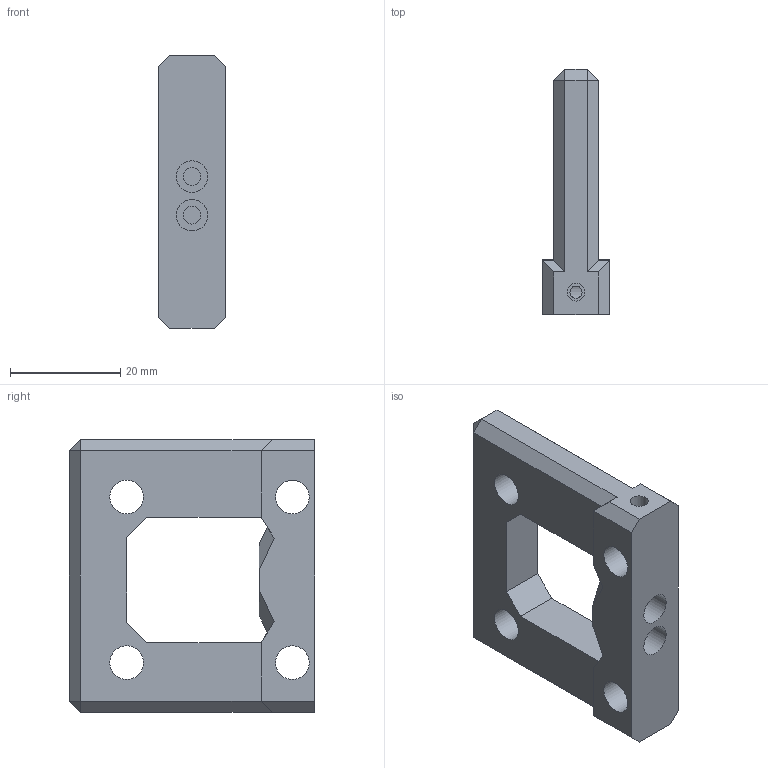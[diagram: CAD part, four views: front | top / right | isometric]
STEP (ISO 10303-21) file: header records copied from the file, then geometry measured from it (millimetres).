
FILE_DESCRIPTION(/* description */ (''),/* implementation_level */ '2;1');
FILE_NAME(/* name */ 'Diode Housing_v5.step',/* time_stamp */ '2024-02-15T15:45:47-05:00',/* author */ (''),/* organization */ (''),/* preprocessor_version */ 'ST-DEVELOPER v20',/* originating_system */ 'Autodesk Translation Framework v12.20.1.177',/* authorisation */ '');
FILE_SCHEMA (('AUTOMOTIVE_DESIGN { 1 0 10303 214 3 1 1 }'));
Length unit declared in the file: millimetre
Products named in the file (1): Diode Housing
Bounding box: 12 x 44.45 x 49.4 mm (x, y, z)
Volume: 12969.6 mm3; surface area: 6492.2 mm2
Topology: 1 solids, 1 shells, 59 faces, 147 edges, 90 vertices
Faces by surface type: plane 49, cylinder 10
Full cylindrical faces by diameter (mm): 2.2 x1, 3.2 x2, 3.22 x1, 5.7 x2, 6.1 x4
Entity records: 1802 total; most frequent: CARTESIAN_POINT 332, ORIENTED_EDGE 294, DIRECTION 283, EDGE_CURVE 147, LINE 125, VECTOR 125, VERTEX_POINT 90, AXIS2_PLACEMENT_3D 79
